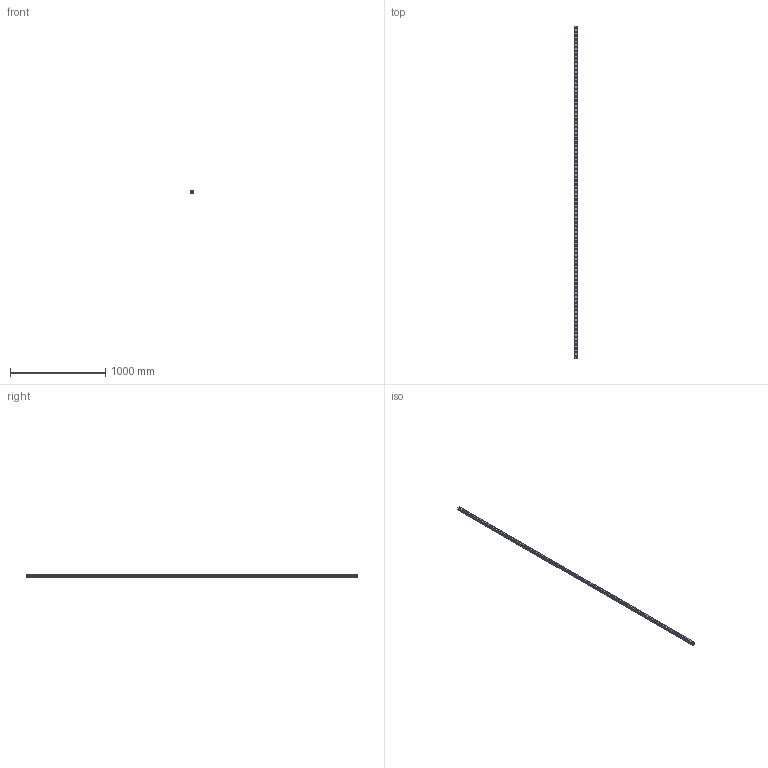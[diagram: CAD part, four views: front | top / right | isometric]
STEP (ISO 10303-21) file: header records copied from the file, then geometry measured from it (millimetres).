
FILE_DESCRIPTION(('STEP AP214'),'1');
FILE_NAME('cctmp_B22A32A2-6CA3-4240-94C0-C3BEE6EAA2EC_2021_03_11_14_52_58_0480..stp','2021-03-11T13:52:58',('HIWIN GmbH'),('CADClick - www.CADClick.com'),'Spatial InterOp 3D',' ','unknown authorization');
FILE_SCHEMA(('AUTOMOTIVE_DESIGN'));
Length unit declared in the file: millimetre
Products named in the file (1): RGR30R3480H_FILE
Bounding box: 28 x 3480 x 28 mm (x, y, z)
Volume: 1997046.6 mm3; surface area: 515939.6 mm2
Topology: 1 solids, 1 shells, 898 faces, 1893 edges, 1262 vertices
Faces by surface type: cylinder 540, plane 358
Entity records: 31785 total; most frequent: DIRECTION 4771, CARTESIAN_POINT 4054, ORIENTED_EDGE 3786, AXIS2_PLACEMENT_3D 1979, EDGE_CURVE 1893, VERTEX_POINT 1262, EDGE_LOOP 1163, CIRCLE 1080
